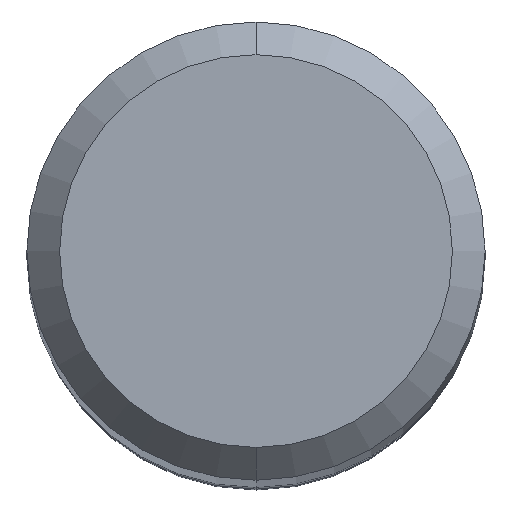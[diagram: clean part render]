
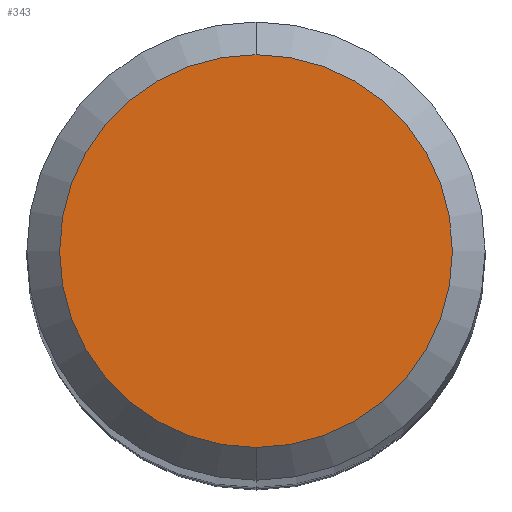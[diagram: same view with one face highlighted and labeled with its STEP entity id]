
A CAD part, top view. The second image highlights one B-rep face of the part: STEP entity #343.
In plain terms, the highlighted planar face has unit normal (0, 0, 1).
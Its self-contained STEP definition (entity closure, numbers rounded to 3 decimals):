
#173=VERTEX_POINT('',#407);
#175=EDGE_CURVE('',#225,#173,#409,.T.);
#225=VERTEX_POINT('',#464);
#341=EDGE_CURVE('',#173,#225,#598,.T.);
#343=ADVANCED_FACE('',(#600),#601,.T.);
#407=CARTESIAN_POINT('',(0.0,1.8,0.0));
#409=CIRCLE('',#673,1.8);
#464=CARTESIAN_POINT('',(0.,-1.8,0.0));
#598=CIRCLE('',#918,1.8);
#600=FACE_OUTER_BOUND('',#920,.T.);
#601=PLANE('',#921);
#673=AXIS2_PLACEMENT_3D('',#978,#979,#980);
#918=AXIS2_PLACEMENT_3D('',#1223,#1224,#1225);
#920=EDGE_LOOP('',(#1227,#1228));
#921=AXIS2_PLACEMENT_3D('',#1229,#1230,#1231);
#978=CARTESIAN_POINT('',(0.0,0.0,0.0));
#979=DIRECTION('',(0.0,0.0,-1.0));
#980=DIRECTION('',(0.0,1.0,0.0));
#1223=CARTESIAN_POINT('',(0.0,0.0,0.0));
#1224=DIRECTION('',(0.0,0.0,-1.0));
#1225=DIRECTION('',(0.0,1.0,0.0));
#1227=ORIENTED_EDGE('',*,*,#341,.F.);
#1228=ORIENTED_EDGE('',*,*,#175,.F.);
#1229=CARTESIAN_POINT('',(0.0,0.9,0.0));
#1230=DIRECTION('',(-0.0,0.0,1.0));
#1231=DIRECTION('',(0.0,-1.0,0.0));
